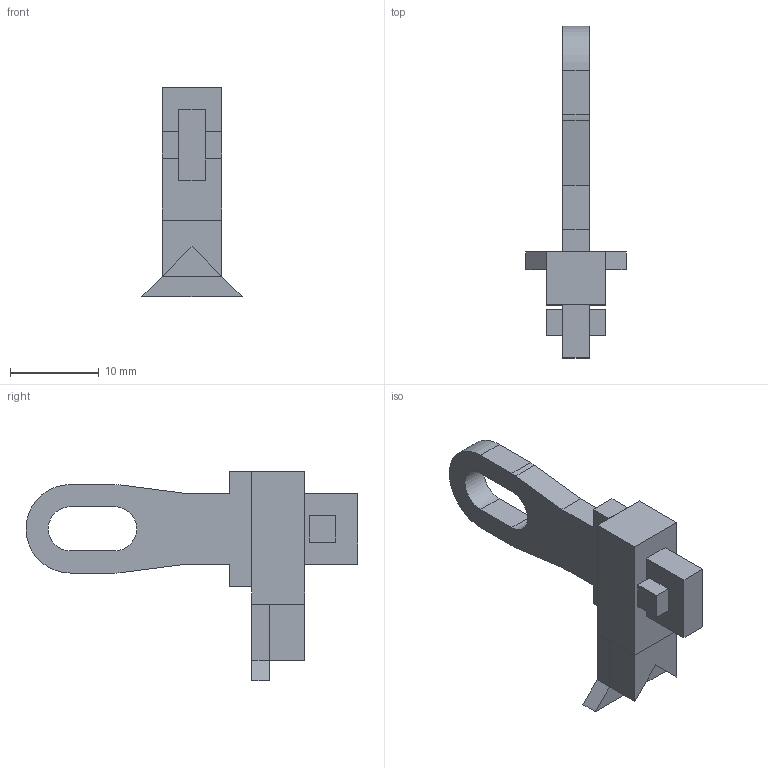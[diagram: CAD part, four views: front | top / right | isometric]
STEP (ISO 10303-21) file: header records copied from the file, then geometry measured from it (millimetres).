
FILE_DESCRIPTION (( 'STEP AP203' ), '1' );
FILE_NAME ('Front hull to rope_top part_sldprt.STEP', '2021-04-13T21:44:28', ( '' ), ( '' ), 'SwSTEP 2.0', 'SolidWorks 2020', '' );
FILE_SCHEMA (( 'CONFIG_CONTROL_DESIGN' ));
Length unit declared in the file: millimetre
Products named in the file (1): Front hull to rope_top part_sldprt
Bounding box: 11.32 x 37.5 x 23.66 mm (x, y, z)
Volume: 1603 mm3; surface area: 2014.2 mm2
Topology: 6 solids, 6 shells, 63 faces, 153 edges, 102 vertices
Faces by surface type: plane 58, cylinder 5
Entity records: 1896 total; most frequent: CARTESIAN_POINT 319, ORIENTED_EDGE 306, DIRECTION 291, EDGE_CURVE 153, VECTOR 143, LINE 143, VERTEX_POINT 102, AXIS2_PLACEMENT_3D 74
